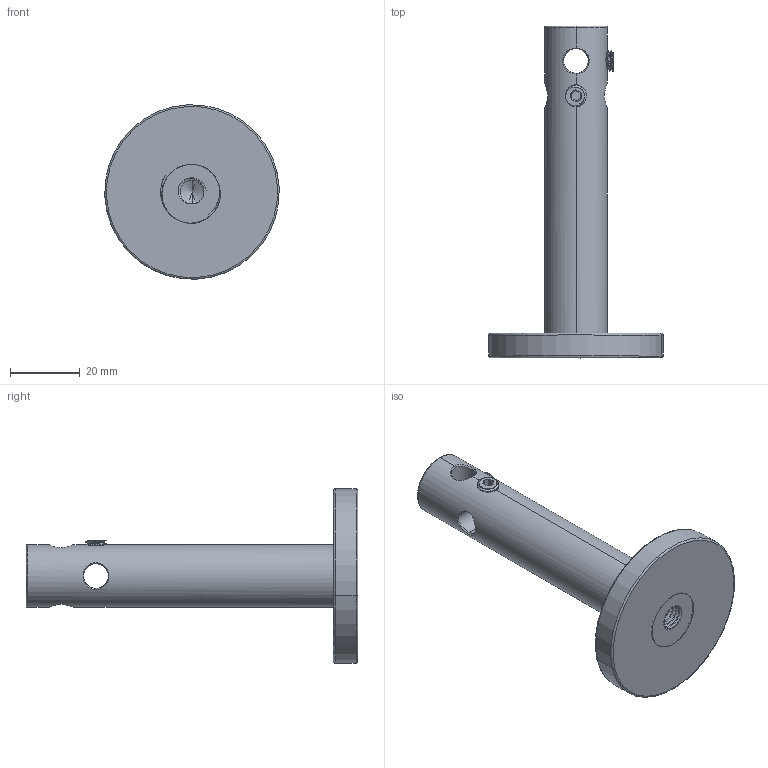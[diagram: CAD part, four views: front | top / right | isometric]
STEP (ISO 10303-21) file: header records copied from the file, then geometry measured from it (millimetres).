
FILE_DESCRIPTION (( 'STEP AP214' ), '1' );
FILE_NAME ('0069.01.02.STEP', '2023-04-20T09:28:00', ( '' ), ( '' ), 'SwSTEP 2.0', 'SolidWorks 2023', '' );
FILE_SCHEMA (( 'AUTOMOTIVE_DESIGN' ));
Length unit declared in the file: millimetre
Products named in the file (4): 0069.01.02; 0069.01.003; 0069.01.004; DIN 913  ISO 4026 stompe stelschroef M6x6
Assembly tree (4 placements, depth 2):
  0069.01.02
    0069.01.003
    0069.01.004
    DIN 913  ISO 4026 stompe stelschroef M6x6  x2
Bounding box: 49.93 x 95 x 49.93 mm (x, y, z)
Volume: 33416.9 mm3; surface area: 13303.2 mm2
Topology: 4 solids, 4 shells, 210 faces, 560 edges, 347 vertices
Faces by surface type: cylinder 123, bspline 29, plane 28, cone 12, sphere 12, torus 6
Entity records: 22917 total; most frequent: CARTESIAN_POINT 19317, ORIENTED_EDGE 894, DIRECTION 558, EDGE_CURVE 447, VERTEX_POINT 284, AXIS2_PLACEMENT_3D 207, EDGE_LOOP 175, FACE_OUTER_BOUND 167
